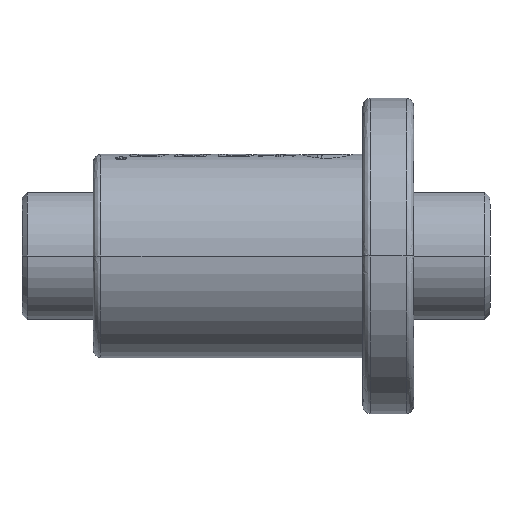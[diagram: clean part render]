
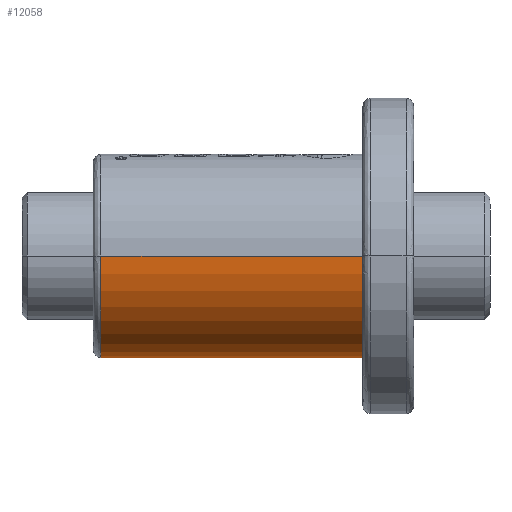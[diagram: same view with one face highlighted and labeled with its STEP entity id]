
A CAD part, front view. The second image highlights one B-rep face of the part: STEP entity #12058.
In plain terms, the highlighted cylindrical face has radius 20 mm (diameter 40 mm), a partial arc.
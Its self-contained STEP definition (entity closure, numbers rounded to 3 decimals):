
#273 = LINE ( 'NONE', #8576, #17231 ) ;
#1110 = CARTESIAN_POINT ( 'NONE',  ( -25., 20., 0. ) ) ;
#1868 = VERTEX_POINT ( 'NONE', #21699 ) ;
#2020 = AXIS2_PLACEMENT_3D ( 'NONE', #17927, #17682, #4904 ) ;
#2351 = DIRECTION ( 'NONE',  ( 1., 0., 0. ) ) ;
#2473 = CARTESIAN_POINT ( 'NONE',  ( -72., -20., 0. ) ) ;
#3123 = FACE_OUTER_BOUND ( 'NONE', #5698, .T. ) ;
#4412 = CARTESIAN_POINT ( 'NONE',  ( -76.5, 0., 0. ) ) ;
#4904 = DIRECTION ( 'NONE',  ( 0., 1., 0. ) ) ;
#5468 = VERTEX_POINT ( 'NONE', #14517 ) ;
#5698 = EDGE_LOOP ( 'NONE', ( #8366, #19497, #9443, #9933 ) ) ;
#7781 = CARTESIAN_POINT ( 'NONE',  ( -72., 0., 0. ) ) ;
#8366 = ORIENTED_EDGE ( 'NONE', *, *, #10638, .F. ) ;
#8576 = CARTESIAN_POINT ( 'NONE',  ( -72., 20., 0. ) ) ;
#8819 = DIRECTION ( 'NONE',  ( 1., 0., 0. ) ) ;
#9443 = ORIENTED_EDGE ( 'NONE', *, *, #11256, .T. ) ;
#9795 = VERTEX_POINT ( 'NONE', #23421 ) ;
#9933 = ORIENTED_EDGE ( 'NONE', *, *, #19401, .T. ) ;
#10054 = DIRECTION ( 'NONE',  ( 1., 0., 0. ) ) ;
#10233 = AXIS2_PLACEMENT_3D ( 'NONE', #4412, #17522, #10576 ) ;
#10576 = DIRECTION ( 'NONE',  ( 0., 1., 0. ) ) ;
#10638 = EDGE_CURVE ( 'NONE', #5468, #9795, #19915, .T. ) ;
#11205 = VERTEX_POINT ( 'NONE', #1110 ) ;
#11256 = EDGE_CURVE ( 'NONE', #1868, #11205, #273, .T. ) ;
#12058 = ADVANCED_FACE ( 'NONE', ( #3123 ), #16878, .T. ) ;
#12731 = AXIS2_PLACEMENT_3D ( 'NONE', #7781, #2351, #15277 ) ;
#12838 = VECTOR ( 'NONE', #10054, 1000. ) ;
#13476 = EDGE_CURVE ( 'NONE', #5468, #1868, #14340, .T. ) ;
#14340 = CIRCLE ( 'NONE', #10233, 20. ) ;
#14517 = CARTESIAN_POINT ( 'NONE',  ( -76.5, -20., 0. ) ) ;
#15277 = DIRECTION ( 'NONE',  ( 0., 1., 0. ) ) ;
#16878 = CYLINDRICAL_SURFACE ( 'NONE', #12731, 20. ) ;
#17231 = VECTOR ( 'NONE', #8819, 1000. ) ;
#17522 = DIRECTION ( 'NONE',  ( 1., 0., 0. ) ) ;
#17682 = DIRECTION ( 'NONE',  ( -1., 0., 0. ) ) ;
#17927 = CARTESIAN_POINT ( 'NONE',  ( -25., 0., 0. ) ) ;
#19401 = EDGE_CURVE ( 'NONE', #11205, #9795, #20625, .T. ) ;
#19497 = ORIENTED_EDGE ( 'NONE', *, *, #13476, .T. ) ;
#19915 = LINE ( 'NONE', #2473, #12838 ) ;
#20625 = CIRCLE ( 'NONE', #2020, 20. ) ;
#21699 = CARTESIAN_POINT ( 'NONE',  ( -76.5, 20., 0. ) ) ;
#23421 = CARTESIAN_POINT ( 'NONE',  ( -25., -20., 0. ) ) ;
